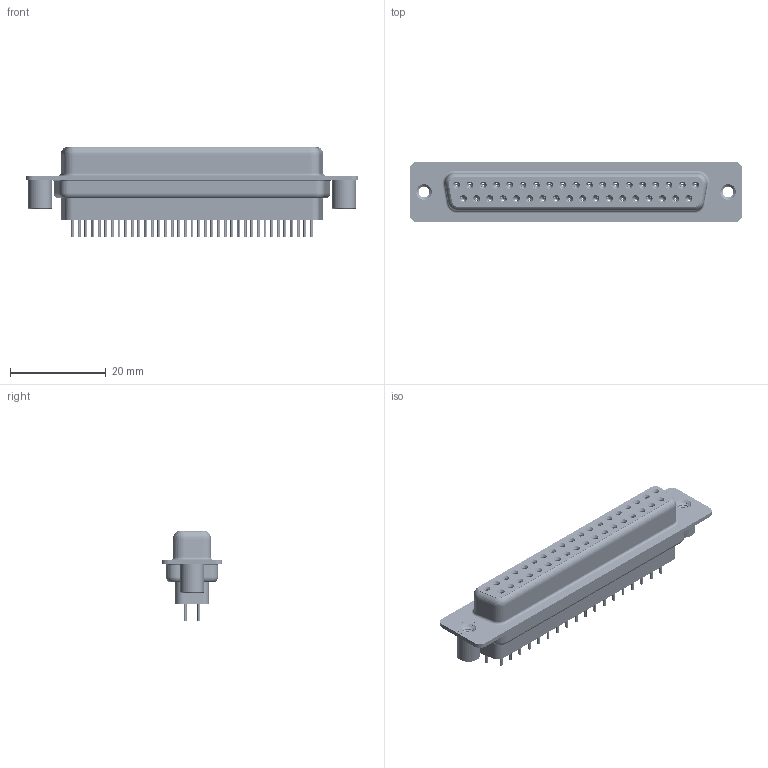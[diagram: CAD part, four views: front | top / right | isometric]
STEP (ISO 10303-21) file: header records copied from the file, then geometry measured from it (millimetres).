
FILE_DESCRIPTION (( 'STEP AP203' ), '1' );
FILE_NAME ('628-037-228-269.STEP', '2020-07-21T00:47:26', ( '' ), ( '' ), 'SwSTEP 2.0', 'SolidWorks 2020', '' );
FILE_SCHEMA (( 'CONFIG_CONTROL_DESIGN' ));
Length unit declared in the file: millimetre
Products named in the file (7): 628 4-40 Threaded Standoff BS; 628 Contact Row 2_28L; 628 Shell Front_37 Contacts; 628 Housing_37 FF; 628 Shell Rear_37 Contacts; 628 Contact Row 1_28L; 628-037-228-269
Assembly tree (42 placements, depth 2):
  628-037-228-269
    628 Housing_37 FF
    628 Shell Front_37 Contacts
    628 Shell Rear_37 Contacts
    628 Contact Row 1_28L  x19
    628 Contact Row 2_28L  x18
    628 4-40 Threaded Standoff BS  x2
Bounding box: 69.3 x 12.6 x 18.8 mm (x, y, z)
Volume: 6316.4 mm3; surface area: 14166.8 mm2
Topology: 42 solids, 42 shells, 5000 faces, 12737 edges, 7906 vertices
Faces by surface type: cylinder 1378, plane 1214, torus 1019, bspline 746, cone 643
Entity records: 33284 total; most frequent: CARTESIAN_POINT 8965, DIRECTION 5045, ORIENTED_EDGE 4508, EDGE_CURVE 2254, AXIS2_PLACEMENT_3D 2122, VERTEX_POINT 1424, EDGE_LOOP 1170, CIRCLE 1158
